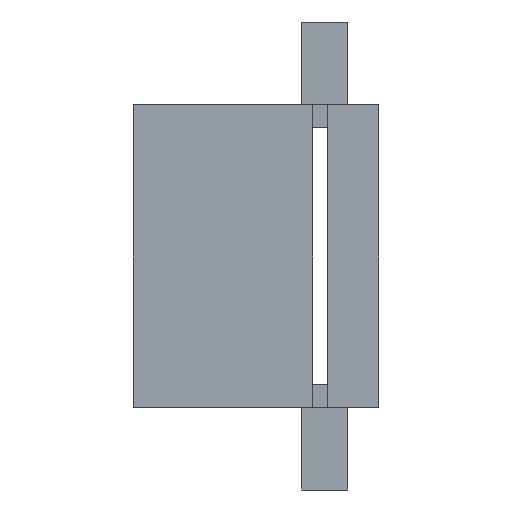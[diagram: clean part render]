
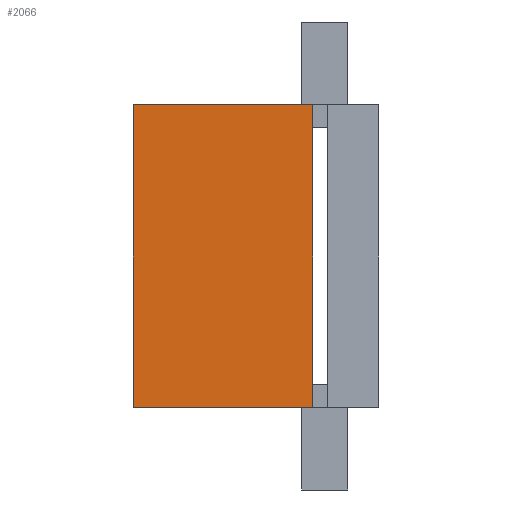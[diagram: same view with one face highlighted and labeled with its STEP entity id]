
A CAD part, left-side view. The second image highlights one B-rep face of the part: STEP entity #2066.
In plain terms, the highlighted planar face has unit normal (-1, 0, 0).
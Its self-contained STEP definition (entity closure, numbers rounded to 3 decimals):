
#117=FACE_OUTER_BOUND('',#232,.T.);
#232=EDGE_LOOP('',(#1704,#1705,#1706,#1707));
#316=LINE('',#2835,#598);
#368=LINE('',#2933,#650);
#385=LINE('',#2966,#667);
#462=LINE('',#3135,#744);
#598=VECTOR('',#2302,10.);
#650=VECTOR('',#2372,10.);
#667=VECTOR('',#2391,10.);
#744=VECTOR('',#2568,10.);
#873=VERTEX_POINT('',#2831);
#875=VERTEX_POINT('',#2834);
#912=VERTEX_POINT('',#2931);
#927=VERTEX_POINT('',#2965);
#1073=EDGE_CURVE('',#875,#873,#316,.T.);
#1125=EDGE_CURVE('',#873,#912,#368,.T.);
#1142=EDGE_CURVE('',#875,#927,#385,.T.);
#1228=EDGE_CURVE('',#927,#912,#462,.T.);
#1704=ORIENTED_EDGE('',*,*,#1073,.T.);
#1705=ORIENTED_EDGE('',*,*,#1125,.T.);
#1706=ORIENTED_EDGE('',*,*,#1228,.F.);
#1707=ORIENTED_EDGE('',*,*,#1142,.F.);
#1964=PLANE('',#2196);
#2066=ADVANCED_FACE('',(#117),#1964,.T.);
#2196=AXIS2_PLACEMENT_3D('',#3134,#2566,#2567);
#2302=DIRECTION('',(0.,0.,1.));
#2372=DIRECTION('',(0.,1.,0.));
#2391=DIRECTION('',(0.,1.,0.));
#2566=DIRECTION('center_axis',(-1.,0.,0.));
#2567=DIRECTION('ref_axis',(0.,0.,1.));
#2568=DIRECTION('',(0.,0.,1.));
#2831=CARTESIAN_POINT('',(-18.011,4.3,19.849));
#2834=CARTESIAN_POINT('',(-18.011,4.3,0.099));
#2835=CARTESIAN_POINT('',(-18.011,4.3,0.099));
#2931=CARTESIAN_POINT('',(-18.011,16.,19.849));
#2933=CARTESIAN_POINT('',(-18.011,0.,19.849));
#2965=CARTESIAN_POINT('',(-18.011,16.,0.099));
#2966=CARTESIAN_POINT('',(-18.011,0.,0.099));
#3134=CARTESIAN_POINT('Origin',(-18.011,0.,0.099));
#3135=CARTESIAN_POINT('',(-18.011,16.,19.849));
